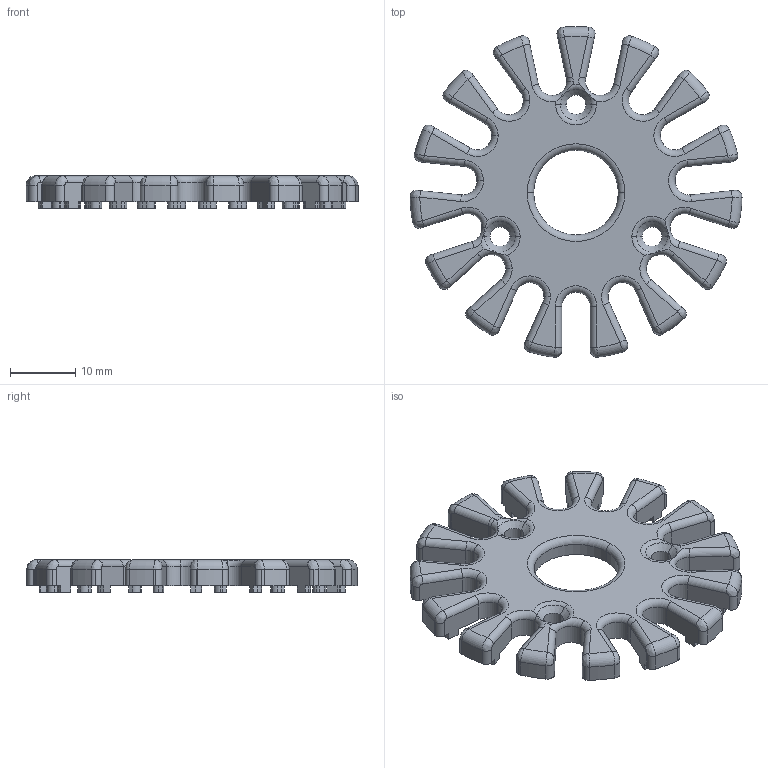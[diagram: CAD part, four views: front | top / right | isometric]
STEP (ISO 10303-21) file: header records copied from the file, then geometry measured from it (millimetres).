
FILE_DESCRIPTION (( 'STEP AP203' ), '1' );
FILE_NAME ('wheel s cover.STEP', '2018-06-11T01:36:42', ( '' ), ( '' ), 'SwSTEP 2.0', 'SolidWorks 2016', '' );
FILE_SCHEMA (( 'CONFIG_CONTROL_DESIGN' ));
Length unit declared in the file: millimetre
Products named in the file (1): wheel  s cover
Bounding box: 50.98 x 50.78 x 5 mm (x, y, z)
Volume: 4692.6 mm3; surface area: 4399 mm2
Topology: 1 solids, 1 shells, 426 faces, 1167 edges, 741 vertices
Faces by surface type: cylinder 189, plane 156, torus 45, bspline 30, cone 6
Entity records: 15004 total; most frequent: CARTESIAN_POINT 3988, DIRECTION 2345, ORIENTED_EDGE 2334, EDGE_CURVE 1167, AXIS2_PLACEMENT_3D 850, VERTEX_POINT 741, VECTOR 645, LINE 645
